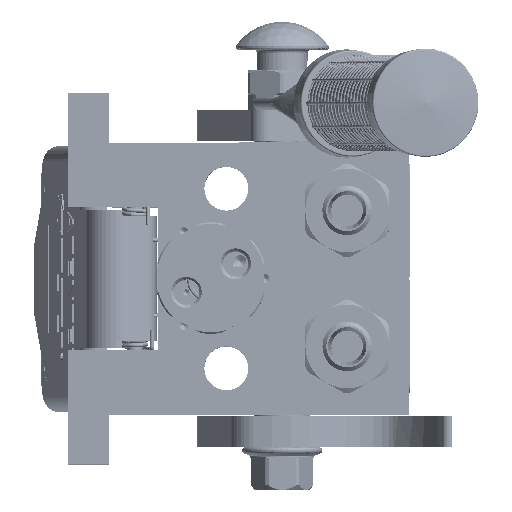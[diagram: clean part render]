
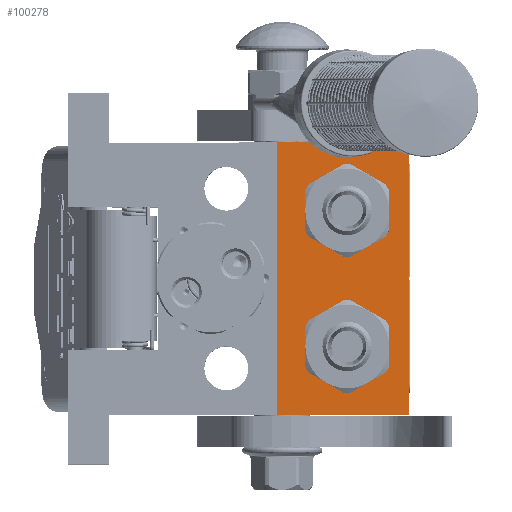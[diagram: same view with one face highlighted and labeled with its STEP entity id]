
A CAD part, top view. The second image highlights one B-rep face of the part: STEP entity #100278.
In plain terms, the highlighted face is planar.
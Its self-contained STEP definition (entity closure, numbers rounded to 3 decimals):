
#3161 = ORIENTED_EDGE ( 'NONE', *, *, #114016, .F. ) ;
#4320 = CARTESIAN_POINT ( 'NONE',  ( 22., 8.9, -7.85 ) ) ;
#11147 = ORIENTED_EDGE ( 'NONE', *, *, #187725, .T. ) ;
#12772 = CARTESIAN_POINT ( 'NONE',  ( -44., 8.9, 0. ) ) ;
#15618 = VECTOR ( 'NONE', #31954, 1000. ) ;
#15877 = VERTEX_POINT ( 'NONE', #159941 ) ;
#16599 = AXIS2_PLACEMENT_3D ( 'NONE', #34688, #49161, #159868 ) ;
#16813 = LINE ( 'NONE', #93644, #167754 ) ;
#19219 = DIRECTION ( 'NONE',  ( 0., 0., 1. ) ) ;
#19259 = EDGE_CURVE ( 'NONE', #162530, #138144, #16813, .T. ) ;
#22562 = CARTESIAN_POINT ( 'NONE',  ( 22., 8.9, -32.15 ) ) ;
#22968 = CIRCLE ( 'NONE', #40831, 12.15 ) ;
#23189 = DIRECTION ( 'NONE',  ( 0., 0., -1. ) ) ;
#29037 = DIRECTION ( 'NONE',  ( 0., 0., -1. ) ) ;
#29727 = CARTESIAN_POINT ( 'NONE',  ( -22., 8.9, -20. ) ) ;
#30501 = LINE ( 'NONE', #107285, #15618 ) ;
#31954 = DIRECTION ( 'NONE',  ( 1., 0., 0. ) ) ;
#33799 = EDGE_CURVE ( 'NONE', #152873, #147325, #22968, .T. ) ;
#34688 = CARTESIAN_POINT ( 'NONE',  ( -22., 8.9, -20. ) ) ;
#38447 = CARTESIAN_POINT ( 'NONE',  ( 22., 8.9, -20. ) ) ;
#40831 = AXIS2_PLACEMENT_3D ( 'NONE', #190710, #96587, #19219 ) ;
#43112 = EDGE_LOOP ( 'NONE', ( #3161, #129420 ) ) ;
#44207 = DIRECTION ( 'NONE',  ( 0., -1., 0. ) ) ;
#44641 = CARTESIAN_POINT ( 'NONE',  ( -44., 8.9, 0. ) ) ;
#46047 = ORIENTED_EDGE ( 'NONE', *, *, #148595, .F. ) ;
#49161 = DIRECTION ( 'NONE',  ( 0., -1., 0. ) ) ;
#49736 = DIRECTION ( 'NONE',  ( 1., 0., 0. ) ) ;
#52524 = VECTOR ( 'NONE', #91569, 1000. ) ;
#57888 = ORIENTED_EDGE ( 'NONE', *, *, #33799, .F. ) ;
#58355 = CARTESIAN_POINT ( 'NONE',  ( -22., 8.9, -7.85 ) ) ;
#91569 = DIRECTION ( 'NONE',  ( 0., 0., -1. ) ) ;
#93644 = CARTESIAN_POINT ( 'NONE',  ( -44., 8.9, -42.5 ) ) ;
#94500 = LINE ( 'NONE', #44641, #52524 ) ;
#96168 = DIRECTION ( 'NONE',  ( 0., 0., -1. ) ) ;
#96587 = DIRECTION ( 'NONE',  ( 0., -1., 0. ) ) ;
#100278 = ADVANCED_FACE ( 'NONE', ( #176615, #124590, #178989 ), #144523, .T. ) ;
#107285 = CARTESIAN_POINT ( 'NONE',  ( -44., 8.9, 0. ) ) ;
#108329 = CARTESIAN_POINT ( 'NONE',  ( -22., 8.9, -32.15 ) ) ;
#109279 = ORIENTED_EDGE ( 'NONE', *, *, #168585, .F. ) ;
#114016 = EDGE_CURVE ( 'NONE', #145725, #185232, #161056, .T. ) ;
#117787 = VECTOR ( 'NONE', #96168, 1000. ) ;
#117875 = DIRECTION ( 'NONE',  ( 0., -1., 0. ) ) ;
#123756 = VERTEX_POINT ( 'NONE', #12772 ) ;
#124590 = FACE_BOUND ( 'NONE', #43112, .T. ) ;
#129420 = ORIENTED_EDGE ( 'NONE', *, *, #154038, .F. ) ;
#131602 = EDGE_LOOP ( 'NONE', ( #11147, #182893, #136152, #109279 ) ) ;
#136152 = ORIENTED_EDGE ( 'NONE', *, *, #201678, .F. ) ;
#136794 = CARTESIAN_POINT ( 'NONE',  ( 44., 8.9, -42.5 ) ) ;
#138144 = VERTEX_POINT ( 'NONE', #136794 ) ;
#139375 = DIRECTION ( 'NONE',  ( 1., 0., 0. ) ) ;
#141586 = EDGE_LOOP ( 'NONE', ( #46047, #57888 ) ) ;
#144523 = PLANE ( 'NONE',  #194577 ) ;
#145725 = VERTEX_POINT ( 'NONE', #108329 ) ;
#147325 = VERTEX_POINT ( 'NONE', #22562 ) ;
#148595 = EDGE_CURVE ( 'NONE', #147325, #152873, #188471, .T. ) ;
#152873 = VERTEX_POINT ( 'NONE', #4320 ) ;
#153534 = CIRCLE ( 'NONE', #16599, 12.15 ) ;
#154038 = EDGE_CURVE ( 'NONE', #185232, #145725, #153534, .T. ) ;
#159868 = DIRECTION ( 'NONE',  ( 0., 0., 1. ) ) ;
#159941 = CARTESIAN_POINT ( 'NONE',  ( 44., 8.9, 0. ) ) ;
#161056 = CIRCLE ( 'NONE', #188131, 12.15 ) ;
#162530 = VERTEX_POINT ( 'NONE', #170680 ) ;
#167241 = LINE ( 'NONE', #173553, #117787 ) ;
#167754 = VECTOR ( 'NONE', #139375, 1000. ) ;
#168585 = EDGE_CURVE ( 'NONE', #123756, #15877, #30501, .T. ) ;
#170680 = CARTESIAN_POINT ( 'NONE',  ( -44., 8.9, -42.5 ) ) ;
#173553 = CARTESIAN_POINT ( 'NONE',  ( 44., 8.9, 0. ) ) ;
#173582 = DIRECTION ( 'NONE',  ( 0., -1., 0. ) ) ;
#176296 = CARTESIAN_POINT ( 'NONE',  ( 0., 8.9, 0. ) ) ;
#176615 = FACE_BOUND ( 'NONE', #141586, .T. ) ;
#178989 = FACE_OUTER_BOUND ( 'NONE', #131602, .T. ) ;
#181613 = AXIS2_PLACEMENT_3D ( 'NONE', #38447, #117875, #23189 ) ;
#182893 = ORIENTED_EDGE ( 'NONE', *, *, #19259, .T. ) ;
#185232 = VERTEX_POINT ( 'NONE', #58355 ) ;
#187725 = EDGE_CURVE ( 'NONE', #123756, #162530, #94500, .T. ) ;
#188131 = AXIS2_PLACEMENT_3D ( 'NONE', #29727, #44207, #29037 ) ;
#188471 = CIRCLE ( 'NONE', #181613, 12.15 ) ;
#190710 = CARTESIAN_POINT ( 'NONE',  ( 22., 8.9, -20. ) ) ;
#194577 = AXIS2_PLACEMENT_3D ( 'NONE', #176296, #173582, #49736 ) ;
#201678 = EDGE_CURVE ( 'NONE', #15877, #138144, #167241, .T. ) ;
